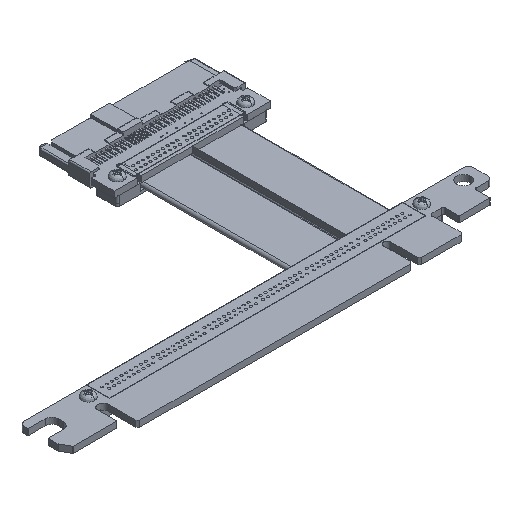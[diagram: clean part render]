
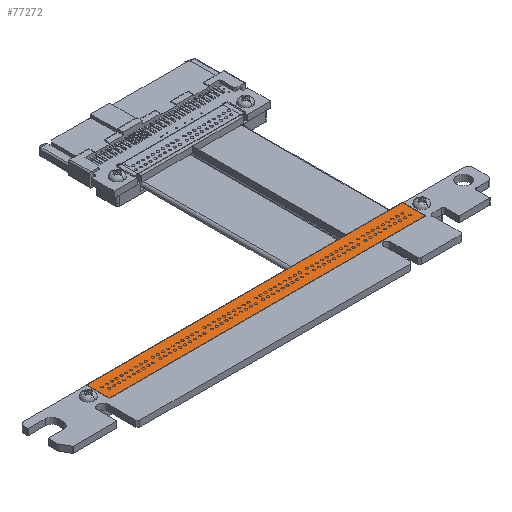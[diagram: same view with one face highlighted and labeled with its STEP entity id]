
A CAD part, isometric view. The second image highlights one B-rep face of the part: STEP entity #77272.
In plain terms, the highlighted face is planar.
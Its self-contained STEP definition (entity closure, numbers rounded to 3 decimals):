
#77140 = EDGE_CURVE('',#77141,#77143,#77145,.T.);
#77141 = VERTEX_POINT('',#77142);
#77142 = CARTESIAN_POINT('',(0.,0.,0.));
#77143 = VERTEX_POINT('',#77144);
#77144 = CARTESIAN_POINT('',(0.,0.,-6.));
#77145 = LINE('',#77146,#77147);
#77146 = CARTESIAN_POINT('',(0.,0.,-6.));
#77147 = VECTOR('',#77148,1.);
#77148 = DIRECTION('',(0.,0.,-1.));
#77180 = EDGE_CURVE('',#77143,#77181,#77183,.T.);
#77181 = VERTEX_POINT('',#77182);
#77182 = CARTESIAN_POINT('',(-82.,0.,-6.));
#77183 = LINE('',#77184,#77185);
#77184 = CARTESIAN_POINT('',(-82.,0.,-6.));
#77185 = VECTOR('',#77186,1.);
#77186 = DIRECTION('',(-1.,0.,0.));
#77211 = EDGE_CURVE('',#77181,#77212,#77214,.T.);
#77212 = VERTEX_POINT('',#77213);
#77213 = CARTESIAN_POINT('',(-82.,0.,0.));
#77214 = LINE('',#77215,#77216);
#77215 = CARTESIAN_POINT('',(-82.,0.,0.));
#77216 = VECTOR('',#77217,1.);
#77217 = DIRECTION('',(0.,0.,1.));
#77242 = EDGE_CURVE('',#77212,#77141,#77243,.T.);
#77243 = LINE('',#77244,#77245);
#77244 = CARTESIAN_POINT('',(0.,0.,0.));
#77245 = VECTOR('',#77246,1.);
#77246 = DIRECTION('',(1.,0.,0.));
#77272 = ADVANCED_FACE('',(#77273),#77279,.T.);
#77273 = FACE_BOUND('',#77274,.T.);
#77274 = EDGE_LOOP('',(#77275,#77276,#77277,#77278));
#77275 = ORIENTED_EDGE('',*,*,#77140,.F.);
#77276 = ORIENTED_EDGE('',*,*,#77242,.F.);
#77277 = ORIENTED_EDGE('',*,*,#77211,.F.);
#77278 = ORIENTED_EDGE('',*,*,#77180,.F.);
#77279 = PLANE('',#77280);
#77280 = AXIS2_PLACEMENT_3D('',#77281,#77282,#77283);
#77281 = CARTESIAN_POINT('',(0.,0.,0.));
#77282 = DIRECTION('',(0.,-1.,0.));
#77283 = DIRECTION('',(0.,0.,-1.));
